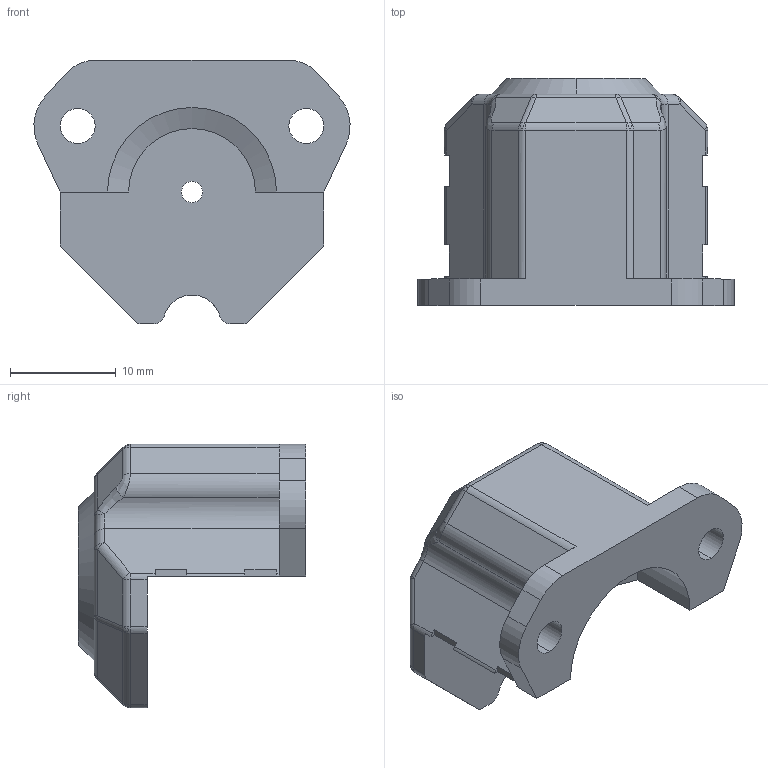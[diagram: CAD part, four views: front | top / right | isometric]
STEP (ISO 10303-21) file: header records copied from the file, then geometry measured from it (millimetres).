
FILE_DESCRIPTION (( 'STEP AP214' ), '1' );
FILE_NAME ('ubis_hotend_clip_side1.STEP', '2014-11-07T15:22:02', ( 'setup' ), ( '' ), 'SwSTEP 2.0', 'SolidWorks 2014', '' );
FILE_SCHEMA (( 'AUTOMOTIVE_DESIGN' ));
Length unit declared in the file: millimetre
Products named in the file (1): ubis_hotend_clip_side1
Bounding box: 29.93 x 21.5 x 25 mm (x, y, z)
Volume: 4193.9 mm3; surface area: 2820.8 mm2
Topology: 1 solids, 1 shells, 154 faces, 366 edges, 206 vertices
Faces by surface type: cylinder 61, plane 45, sphere 32, cone 9, bspline 5, torus 2
Entity records: 4449 total; most frequent: CARTESIAN_POINT 868, DIRECTION 803, ORIENTED_EDGE 712, EDGE_CURVE 356, AXIS2_PLACEMENT_3D 309, VERTEX_POINT 206, LINE 185, VECTOR 185
